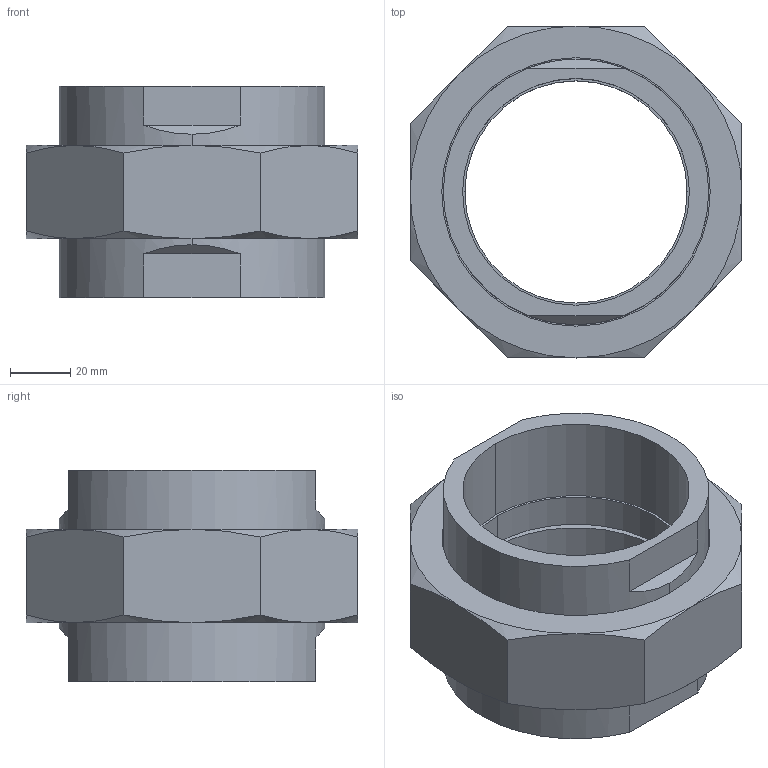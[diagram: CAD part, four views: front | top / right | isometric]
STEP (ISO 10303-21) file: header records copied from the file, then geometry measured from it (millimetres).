
FILE_DESCRIPTION (( 'STEP AP203' ), '1' );
FILE_NAME ('11-1131-10_outokumpu.step', '2015-08-07T11:04:06', ( '' ), ( '' ), 'SwSTEP 2.0', 'SolidWorks 2008', '' );
FILE_SCHEMA (( 'CONFIG_CONTROL_DESIGN' ));
Length unit declared in the file: millimetre
Products named in the file (4): case-13-555-050_outokumpu_case-13-555-050_outokumpu; nipple-13-444-010_outokumpu_nipple-13-444-010_outokumpu; 11-1131-10_outokumpu; nut-13-222-065_outokumpu_nut-13-222-065_outokumpu
Assembly tree (3 placements, depth 2):
  11-1131-10_outokumpu
    nut-13-222-065_outokumpu_nut-13-222-065_outokumpu
    case-13-555-050_outokumpu_case-13-555-050_outokumpu
    nipple-13-444-010_outokumpu_nipple-13-444-010_outokumpu
Bounding box: 110 x 110 x 70 mm (x, y, z)
Volume: 225916 mm3; surface area: 78722.4 mm2
Topology: 3 solids, 3 shells, 69 faces, 152 edges, 94 vertices
Faces by surface type: plane 27, cone 24, cylinder 18
Entity records: 2462 total; most frequent: CARTESIAN_POINT 553, DIRECTION 324, ORIENTED_EDGE 304, EDGE_CURVE 152, AXIS2_PLACEMENT_3D 137, VERTEX_POINT 94, EDGE_LOOP 80, FACE_OUTER_BOUND 69
